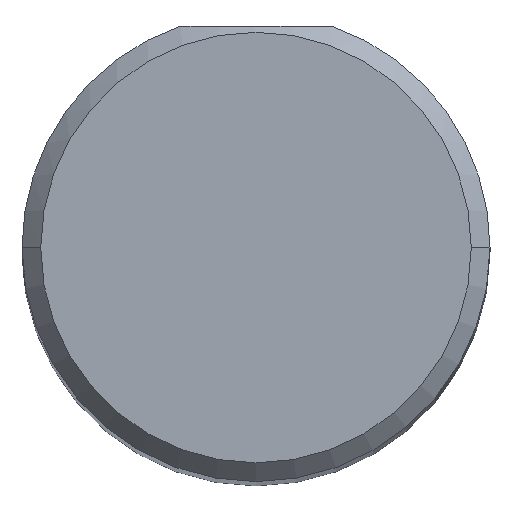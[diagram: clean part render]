
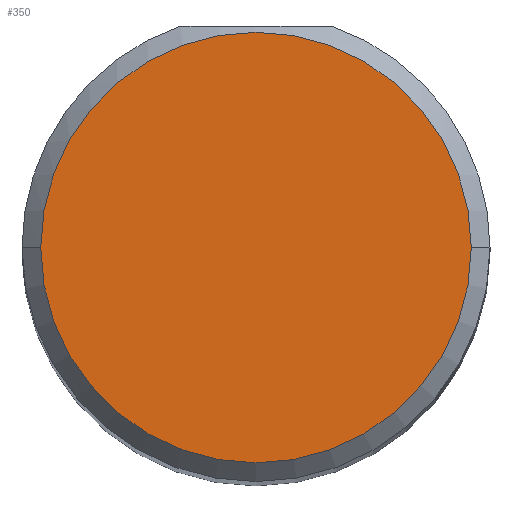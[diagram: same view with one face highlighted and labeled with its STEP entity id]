
A CAD part, top view. The second image highlights one B-rep face of the part: STEP entity #350.
In plain terms, the highlighted planar face has unit normal (0, 0, 1).
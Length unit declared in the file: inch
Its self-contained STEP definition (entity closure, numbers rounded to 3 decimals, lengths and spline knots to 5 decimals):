
#8 = ORIENTED_EDGE ( 'NONE', *, *, #256, .F. ) ;
#32 = DIRECTION ( 'NONE',  ( -1., 0., 0. ) ) ;
#84 = CARTESIAN_POINT ( 'NONE',  ( 0.9225, 0., 2.5 ) ) ;
#129 = DIRECTION ( 'NONE',  ( 0., 0., 1. ) ) ;
#177 = DIRECTION ( 'NONE',  ( 0., 0., -1. ) ) ;
#196 = VERTEX_POINT ( 'NONE', #84 ) ;
#210 = AXIS2_PLACEMENT_3D ( 'NONE', #468, #436, #535 ) ;
#225 = PLANE ( 'NONE',  #539 ) ;
#227 = FACE_OUTER_BOUND ( 'NONE', #360, .T. ) ;
#256 = EDGE_CURVE ( 'NONE', #196, #530, #285, .T. ) ;
#280 = CARTESIAN_POINT ( 'NONE',  ( 0.75, 0., 2.5 ) ) ;
#285 = CIRCLE ( 'NONE', #210, 0.1725 ) ;
#350 = ADVANCED_FACE ( 'NONE', ( #227 ), #225, .T. ) ;
#360 = EDGE_LOOP ( 'NONE', ( #8, #380 ) ) ;
#370 = EDGE_CURVE ( 'NONE', #530, #196, #447, .T. ) ;
#380 = ORIENTED_EDGE ( 'NONE', *, *, #370, .F. ) ;
#436 = DIRECTION ( 'NONE',  ( 0., 0., -1. ) ) ;
#447 = CIRCLE ( 'NONE', #635, 0.1725 ) ;
#468 = CARTESIAN_POINT ( 'NONE',  ( 0.75, 0., 2.5 ) ) ;
#469 = CARTESIAN_POINT ( 'NONE',  ( 0.5775, 0., 2.5 ) ) ;
#530 = VERTEX_POINT ( 'NONE', #469 ) ;
#535 = DIRECTION ( 'NONE',  ( -1., 0., 0. ) ) ;
#539 = AXIS2_PLACEMENT_3D ( 'NONE', #280, #129, #32 ) ;
#585 = DIRECTION ( 'NONE',  ( -1., 0., 0. ) ) ;
#597 = CARTESIAN_POINT ( 'NONE',  ( 0.75, 0., 2.5 ) ) ;
#635 = AXIS2_PLACEMENT_3D ( 'NONE', #597, #177, #585 ) ;
